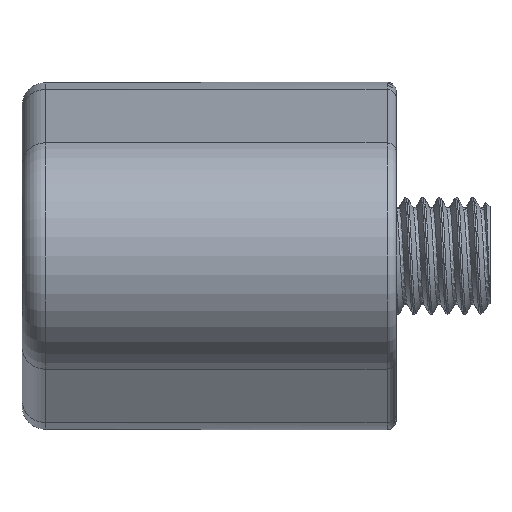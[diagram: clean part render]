
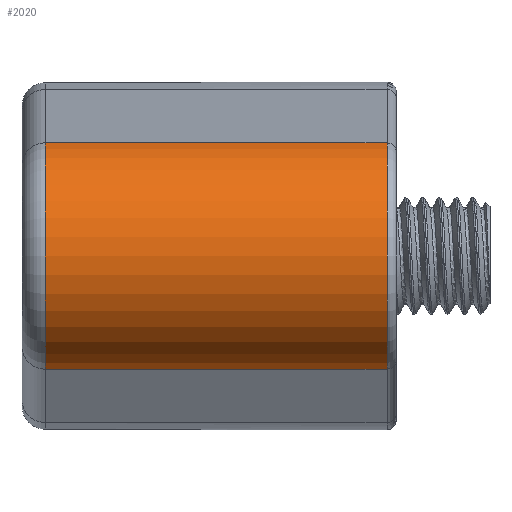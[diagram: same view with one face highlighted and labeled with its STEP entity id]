
A CAD part, left-side view. The second image highlights one B-rep face of the part: STEP entity #2020.
In plain terms, the highlighted cylindrical face has radius 6.35 mm (diameter 12.7 mm), a partial arc.
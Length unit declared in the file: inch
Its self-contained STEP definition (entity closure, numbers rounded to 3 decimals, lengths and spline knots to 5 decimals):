
#84=CYLINDRICAL_SURFACE('',#2283,0.25);
#195=LINE('',#3474,#318);
#197=LINE('',#3478,#320);
#318=VECTOR('',#2773,0.3937);
#320=VECTOR('',#2777,0.3937);
#513=FACE_OUTER_BOUND('',#653,.T.);
#653=EDGE_LOOP('',(#1592,#1593,#1594,#1595));
#797=CIRCLE('',#2277,0.25);
#800=CIRCLE('',#2284,0.25);
#948=VERTEX_POINT('',#3451);
#950=VERTEX_POINT('',#3460);
#953=VERTEX_POINT('',#3473);
#954=VERTEX_POINT('',#3477);
#1177=EDGE_CURVE('',#948,#950,#797,.T.);
#1182=EDGE_CURVE('',#953,#950,#195,.T.);
#1184=EDGE_CURVE('',#954,#948,#197,.T.);
#1185=EDGE_CURVE('',#953,#954,#800,.T.);
#1592=ORIENTED_EDGE('',*,*,#1177,.F.);
#1593=ORIENTED_EDGE('',*,*,#1184,.F.);
#1594=ORIENTED_EDGE('',*,*,#1185,.F.);
#1595=ORIENTED_EDGE('',*,*,#1182,.T.);
#2020=ADVANCED_FACE('',(#513),#84,.T.);
#2277=AXIS2_PLACEMENT_3D('',#3464,#2759,#2760);
#2283=AXIS2_PLACEMENT_3D('',#3476,#2775,#2776);
#2284=AXIS2_PLACEMENT_3D('',#3479,#2778,#2779);
#2759=DIRECTION('center_axis',(0.,-1.,0.));
#2760=DIRECTION('ref_axis',(-1.,0.,0.));
#2773=DIRECTION('',(0.,-1.,0.));
#2775=DIRECTION('center_axis',(0.,-1.,0.));
#2776=DIRECTION('ref_axis',(-0.254,0.,-0.967));
#2777=DIRECTION('',(0.,-1.,0.));
#2778=DIRECTION('center_axis',(0.,1.,0.));
#2779=DIRECTION('ref_axis',(-1.,0.,0.));
#3451=CARTESIAN_POINT('',(-1.47136,-0.005,0.02645));
#3460=CARTESIAN_POINT('',(-1.47136,-0.005,-0.45722));
#3464=CARTESIAN_POINT('Origin',(-1.40797,-0.005,-0.21539));
#3473=CARTESIAN_POINT('',(-1.47136,0.725,-0.45722));
#3474=CARTESIAN_POINT('',(-1.47136,0.775,-0.45722));
#3476=CARTESIAN_POINT('Origin',(-1.40797,0.775,-0.21539));
#3477=CARTESIAN_POINT('',(-1.47136,0.725,0.02645));
#3478=CARTESIAN_POINT('',(-1.47136,0.775,0.02645));
#3479=CARTESIAN_POINT('Origin',(-1.40797,0.725,-0.21539));
